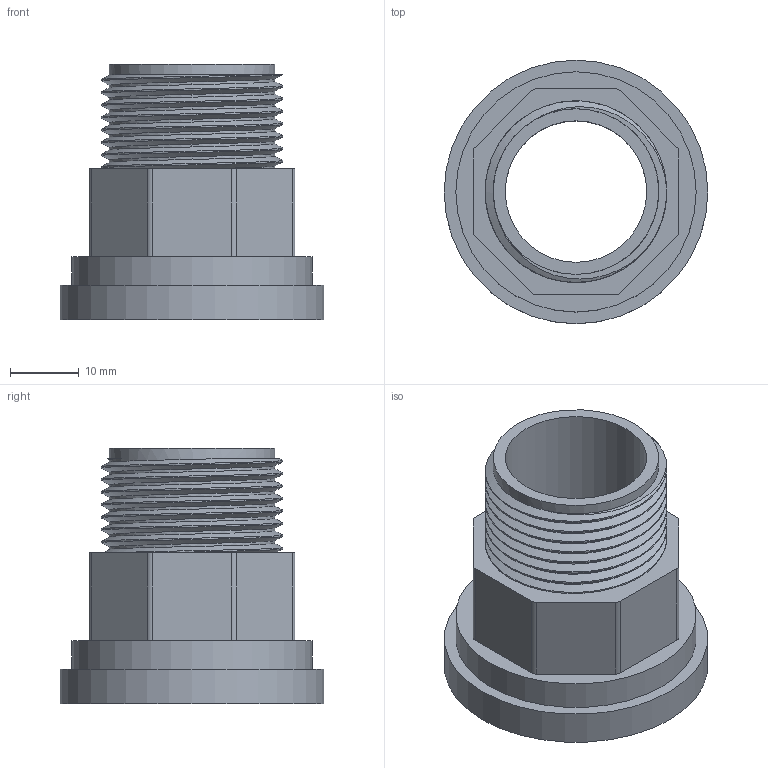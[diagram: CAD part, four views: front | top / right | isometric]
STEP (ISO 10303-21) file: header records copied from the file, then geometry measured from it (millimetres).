
FILE_DESCRIPTION(/* description */ (''),/* implementation_level */ '2;1');
FILE_NAME(/* name */ 'EF0612.000.025.step',/* time_stamp */ '2026-01-07T10:27:40+01:00',/* author */ (''),/* organization */ (''),/* preprocessor_version */ 'ST-DEVELOPER v20.1',/* originating_system */ 'Autodesk Translation Framework v14.21.0.0',/* authorisation */ '');
FILE_SCHEMA (('AUTOMOTIVE_DESIGN { 1 0 10303 214 3 1 1 }'));
Length unit declared in the file: millimetre
Products named in the file (1): 2026-01-07-08-54-02-549
Bounding box: 38.4 x 38.4 x 37.2 mm (x, y, z)
Volume: 14200.1 mm3; surface area: 8458.2 mm2
Topology: 1 solids, 1 shells, 46 faces, 120 edges, 80 vertices
Faces by surface type: cylinder 29, plane 15, bspline 2
Full cylindrical faces by diameter (mm): 20.6 x1, 21 x1, 24.117 x7, 26.441 x7, 35 x1, 38.4 x1
Entity records: 7629 total; most frequent: CARTESIAN_POINT 6507, ORIENTED_EDGE 240, DIRECTION 202, EDGE_CURVE 120, VERTEX_POINT 80, AXIS2_PLACEMENT_3D 75, EDGE_LOOP 52, LINE 52
